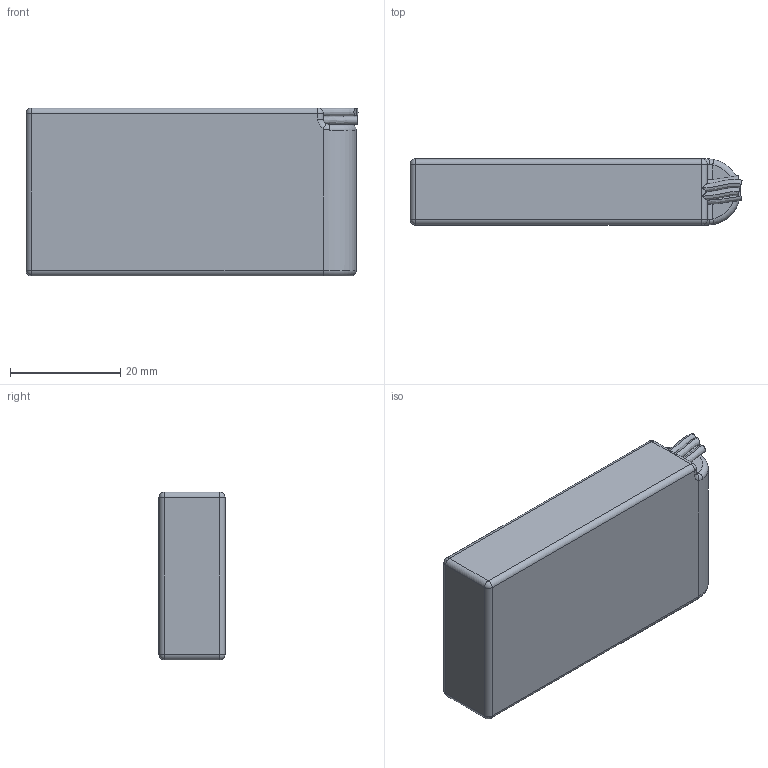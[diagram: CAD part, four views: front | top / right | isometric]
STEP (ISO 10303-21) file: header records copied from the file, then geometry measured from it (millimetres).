
FILE_DESCRIPTION (( 'STEP AP203' ), '1' );
FILE_NAME ('LiPo - Zippy Compact 350.STEP_Default_sldprt.STEP', '2020-07-28T14:54:15', ( '' ), ( '' ), 'SwSTEP 2.0', 'SolidWorks 2019', '' );
FILE_SCHEMA (( 'CONFIG_CONTROL_DESIGN' ));
Length unit declared in the file: millimetre
Products named in the file (1): LiPo - Zippy Compact 350.STEP_Default_sldprt
Bounding box: 60.31 x 12 x 30.5 mm (x, y, z)
Volume: 21296.9 mm3; surface area: 5600.6 mm2
Topology: 1 solids, 1 shells, 50 faces, 122 edges, 68 vertices
Faces by surface type: cylinder 14, bspline 12, plane 12, torus 6, sphere 6
Entity records: 2515 total; most frequent: CARTESIAN_POINT 1353, ORIENTED_EDGE 232, DIRECTION 230, EDGE_CURVE 116, AXIS2_PLACEMENT_3D 99, VERTEX_POINT 68, CIRCLE 60, EDGE_LOOP 50
